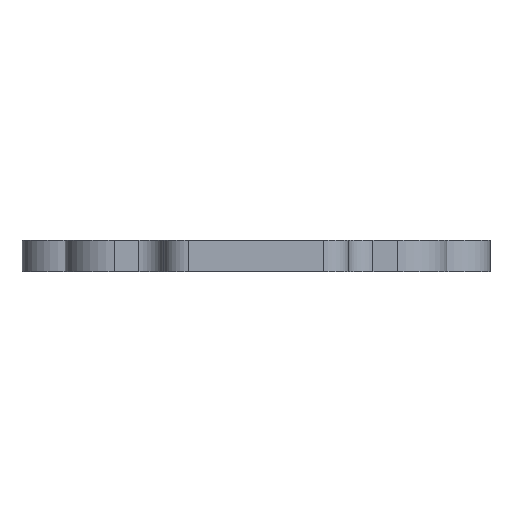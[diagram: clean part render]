
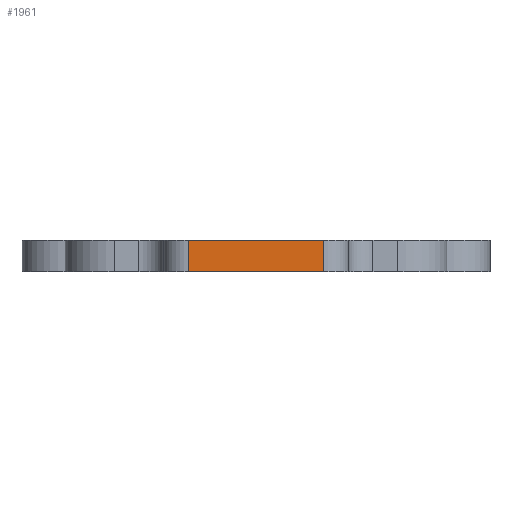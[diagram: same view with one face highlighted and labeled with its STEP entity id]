
A CAD part, front view. The second image highlights one B-rep face of the part: STEP entity #1961.
In plain terms, the highlighted planar face has unit normal (0, -1, 0).
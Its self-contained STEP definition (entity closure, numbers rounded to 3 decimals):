
#84 = PLANE('',#85);
#85 = AXIS2_PLACEMENT_3D('',#86,#87,#88);
#86 = CARTESIAN_POINT('',(148.502,-105.003,1.6));
#87 = DIRECTION('',(0.,0.,1.));
#88 = DIRECTION('',(1.,0.,-0.));
#139 = PLANE('',#140);
#140 = AXIS2_PLACEMENT_3D('',#141,#142,#143);
#141 = CARTESIAN_POINT('',(148.502,-105.003,0.));
#142 = DIRECTION('',(0.,0.,1.));
#143 = DIRECTION('',(1.,0.,-0.));
#790 = VERTEX_POINT('',#791);
#791 = CARTESIAN_POINT('',(145.009,-114.846,0.));
#806 = CYLINDRICAL_SURFACE('',#807,1.27);
#807 = AXIS2_PLACEMENT_3D('',#808,#809,#810);
#808 = CARTESIAN_POINT('',(145.009,-113.576,0.));
#809 = DIRECTION('',(-0.,-0.,-1.));
#810 = DIRECTION('',(1.,0.,-0.));
#818 = EDGE_CURVE('',#819,#790,#821,.T.);
#819 = VERTEX_POINT('',#820);
#820 = CARTESIAN_POINT('',(151.994,-114.846,0.));
#821 = SURFACE_CURVE('',#822,(#826,#833),.PCURVE_S1.);
#822 = LINE('',#823,#824);
#823 = CARTESIAN_POINT('',(151.994,-114.846,0.));
#824 = VECTOR('',#825,1.);
#825 = DIRECTION('',(-1.,0.,0.));
#826 = PCURVE('',#139,#827);
#827 = DEFINITIONAL_REPRESENTATION('',(#828),#832);
#828 = LINE('',#829,#830);
#829 = CARTESIAN_POINT('',(3.492,-9.842));
#830 = VECTOR('',#831,1.);
#831 = DIRECTION('',(-1.,0.));
#832 = ( GEOMETRIC_REPRESENTATION_CONTEXT(2) 
PARAMETRIC_REPRESENTATION_CONTEXT() REPRESENTATION_CONTEXT('2D SPACE',''
  ) );
#833 = PCURVE('',#834,#839);
#834 = PLANE('',#835);
#835 = AXIS2_PLACEMENT_3D('',#836,#837,#838);
#836 = CARTESIAN_POINT('',(151.994,-114.846,0.));
#837 = DIRECTION('',(0.,-1.,0.));
#838 = DIRECTION('',(-1.,0.,0.));
#839 = DEFINITIONAL_REPRESENTATION('',(#840),#844);
#840 = LINE('',#841,#842);
#841 = CARTESIAN_POINT('',(0.,0.));
#842 = VECTOR('',#843,1.);
#843 = DIRECTION('',(1.,0.));
#844 = ( GEOMETRIC_REPRESENTATION_CONTEXT(2) 
PARAMETRIC_REPRESENTATION_CONTEXT() REPRESENTATION_CONTEXT('2D SPACE',''
  ) );
#863 = CYLINDRICAL_SURFACE('',#864,1.27);
#864 = AXIS2_PLACEMENT_3D('',#865,#866,#867);
#865 = CARTESIAN_POINT('',(151.994,-113.576,0.));
#866 = DIRECTION('',(-0.,-0.,-1.));
#867 = DIRECTION('',(1.,0.,-0.));
#1553 = VERTEX_POINT('',#1554);
#1554 = CARTESIAN_POINT('',(145.009,-114.846,1.6));
#1576 = EDGE_CURVE('',#1577,#1553,#1579,.T.);
#1577 = VERTEX_POINT('',#1578);
#1578 = CARTESIAN_POINT('',(151.994,-114.846,1.6));
#1579 = SURFACE_CURVE('',#1580,(#1584,#1591),.PCURVE_S1.);
#1580 = LINE('',#1581,#1582);
#1581 = CARTESIAN_POINT('',(151.994,-114.846,1.6));
#1582 = VECTOR('',#1583,1.);
#1583 = DIRECTION('',(-1.,0.,0.));
#1584 = PCURVE('',#84,#1585);
#1585 = DEFINITIONAL_REPRESENTATION('',(#1586),#1590);
#1586 = LINE('',#1587,#1588);
#1587 = CARTESIAN_POINT('',(3.492,-9.842));
#1588 = VECTOR('',#1589,1.);
#1589 = DIRECTION('',(-1.,0.));
#1590 = ( GEOMETRIC_REPRESENTATION_CONTEXT(2) 
PARAMETRIC_REPRESENTATION_CONTEXT() REPRESENTATION_CONTEXT('2D SPACE',''
  ) );
#1591 = PCURVE('',#834,#1592);
#1592 = DEFINITIONAL_REPRESENTATION('',(#1593),#1597);
#1593 = LINE('',#1594,#1595);
#1594 = CARTESIAN_POINT('',(0.,-1.6));
#1595 = VECTOR('',#1596,1.);
#1596 = DIRECTION('',(1.,0.));
#1597 = ( GEOMETRIC_REPRESENTATION_CONTEXT(2) 
PARAMETRIC_REPRESENTATION_CONTEXT() REPRESENTATION_CONTEXT('2D SPACE',''
  ) );
#1911 = EDGE_CURVE('',#819,#1577,#1912,.T.);
#1912 = SURFACE_CURVE('',#1913,(#1917,#1924),.PCURVE_S1.);
#1913 = LINE('',#1914,#1915);
#1914 = CARTESIAN_POINT('',(151.994,-114.846,0.));
#1915 = VECTOR('',#1916,1.);
#1916 = DIRECTION('',(0.,0.,1.));
#1917 = PCURVE('',#863,#1918);
#1918 = DEFINITIONAL_REPRESENTATION('',(#1919),#1923);
#1919 = LINE('',#1920,#1921);
#1920 = CARTESIAN_POINT('',(-4.712,0.));
#1921 = VECTOR('',#1922,1.);
#1922 = DIRECTION('',(-0.,-1.));
#1923 = ( GEOMETRIC_REPRESENTATION_CONTEXT(2) 
PARAMETRIC_REPRESENTATION_CONTEXT() REPRESENTATION_CONTEXT('2D SPACE',''
  ) );
#1924 = PCURVE('',#834,#1925);
#1925 = DEFINITIONAL_REPRESENTATION('',(#1926),#1930);
#1926 = LINE('',#1927,#1928);
#1927 = CARTESIAN_POINT('',(0.,0.));
#1928 = VECTOR('',#1929,1.);
#1929 = DIRECTION('',(0.,-1.));
#1930 = ( GEOMETRIC_REPRESENTATION_CONTEXT(2) 
PARAMETRIC_REPRESENTATION_CONTEXT() REPRESENTATION_CONTEXT('2D SPACE',''
  ) );
#1961 = ADVANCED_FACE('',(#1962),#834,.T.);
#1962 = FACE_BOUND('',#1963,.T.);
#1963 = EDGE_LOOP('',(#1964,#1965,#1966,#1987));
#1964 = ORIENTED_EDGE('',*,*,#1911,.T.);
#1965 = ORIENTED_EDGE('',*,*,#1576,.T.);
#1966 = ORIENTED_EDGE('',*,*,#1967,.F.);
#1967 = EDGE_CURVE('',#790,#1553,#1968,.T.);
#1968 = SURFACE_CURVE('',#1969,(#1973,#1980),.PCURVE_S1.);
#1969 = LINE('',#1970,#1971);
#1970 = CARTESIAN_POINT('',(145.009,-114.846,0.));
#1971 = VECTOR('',#1972,1.);
#1972 = DIRECTION('',(0.,0.,1.));
#1973 = PCURVE('',#834,#1974);
#1974 = DEFINITIONAL_REPRESENTATION('',(#1975),#1979);
#1975 = LINE('',#1976,#1977);
#1976 = CARTESIAN_POINT('',(6.985,0.));
#1977 = VECTOR('',#1978,1.);
#1978 = DIRECTION('',(0.,-1.));
#1979 = ( GEOMETRIC_REPRESENTATION_CONTEXT(2) 
PARAMETRIC_REPRESENTATION_CONTEXT() REPRESENTATION_CONTEXT('2D SPACE',''
  ) );
#1980 = PCURVE('',#806,#1981);
#1981 = DEFINITIONAL_REPRESENTATION('',(#1982),#1986);
#1982 = LINE('',#1983,#1984);
#1983 = CARTESIAN_POINT('',(-4.712,0.));
#1984 = VECTOR('',#1985,1.);
#1985 = DIRECTION('',(-0.,-1.));
#1986 = ( GEOMETRIC_REPRESENTATION_CONTEXT(2) 
PARAMETRIC_REPRESENTATION_CONTEXT() REPRESENTATION_CONTEXT('2D SPACE',''
  ) );
#1987 = ORIENTED_EDGE('',*,*,#818,.F.);
